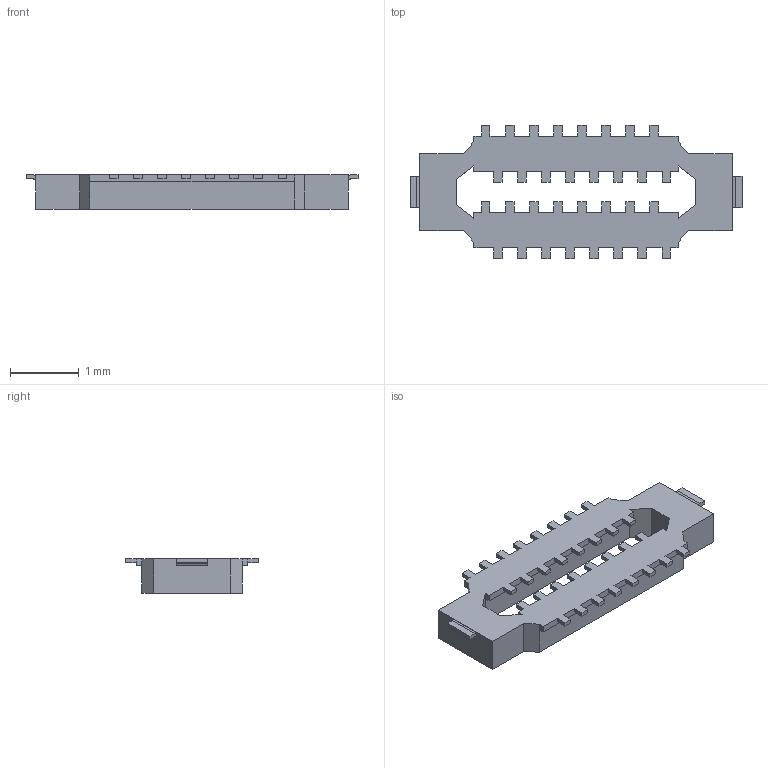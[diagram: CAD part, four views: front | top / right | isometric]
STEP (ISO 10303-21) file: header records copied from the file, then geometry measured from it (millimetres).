
FILE_DESCRIPTION(/* description */ (''),/* implementation_level */ '2;1');
FILE_NAME(/* name */ '2033900323wbm000_01_214.stp',/* time_stamp */ '2022-12-08T09:11:13+06:00',/* author */ (''),/* organization */ (''),/* preprocessor_version */ 'ST-DEVELOPER v16.7',/* originating_system */ 'SIEMENS PLM Software NX 1919',/* authorisation */ '');
FILE_SCHEMA (('AUTOMOTIVE_DESIGN { 1 0 10303 214 3 1 1 1 }'));
Length unit declared in the file: millimetre
Products named in the file (1): 2033900323wbm000_01
Bounding box: 4.83 x 1.94 x 0.5 mm (x, y, z)
Volume: 2 mm3; surface area: 21.1 mm2
Topology: 1 solids, 1 shells, 180 faces, 520 edges, 344 vertices
Faces by surface type: plane 176, cylinder 4
Entity records: 5816 total; most frequent: CARTESIAN_POINT 1045, ORIENTED_EDGE 1040, DIRECTION 890, EDGE_CURVE 520, LINE 512, VECTOR 512, VERTEX_POINT 344, AXIS2_PLACEMENT_3D 189
